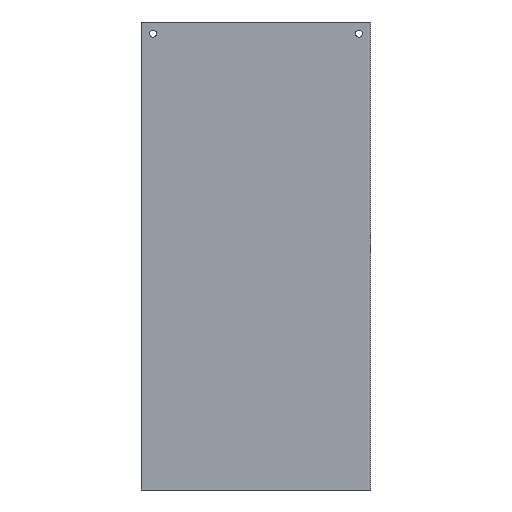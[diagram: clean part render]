
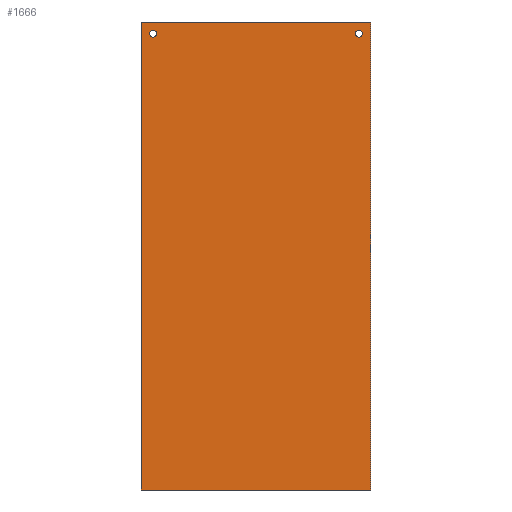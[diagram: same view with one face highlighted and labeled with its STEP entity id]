
A CAD part, front view. The second image highlights one B-rep face of the part: STEP entity #1666.
In plain terms, the highlighted planar face has unit normal (0, -1, 0).
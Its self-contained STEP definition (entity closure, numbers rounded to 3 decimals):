
#20=FACE_BOUND('',#233,.T.);
#21=FACE_BOUND('',#234,.T.);
#48=PLANE('',#1782);
#140=FACE_OUTER_BOUND('',#232,.T.);
#232=EDGE_LOOP('',(#1262,#1263,#1264,#1265));
#233=EDGE_LOOP('',(#1266));
#234=EDGE_LOOP('',(#1267));
#400=LINE('',#2462,#630);
#401=LINE('',#2464,#631);
#402=LINE('',#2466,#632);
#403=LINE('',#2467,#633);
#630=VECTOR('',#1976,10.);
#631=VECTOR('',#1977,10.);
#632=VECTOR('',#1978,10.);
#633=VECTOR('',#1979,10.);
#787=CIRCLE('',#1766,1.5);
#789=CIRCLE('',#1769,1.5);
#793=VERTEX_POINT('',#2294);
#795=VERTEX_POINT('',#2300);
#868=VERTEX_POINT('',#2460);
#869=VERTEX_POINT('',#2461);
#870=VERTEX_POINT('',#2463);
#871=VERTEX_POINT('',#2465);
#950=EDGE_CURVE('',#793,#793,#787,.T.);
#953=EDGE_CURVE('',#795,#795,#789,.T.);
#1026=EDGE_CURVE('',#868,#869,#400,.T.);
#1027=EDGE_CURVE('',#869,#870,#401,.T.);
#1028=EDGE_CURVE('',#870,#871,#402,.T.);
#1029=EDGE_CURVE('',#871,#868,#403,.T.);
#1262=ORIENTED_EDGE('',*,*,#1026,.T.);
#1263=ORIENTED_EDGE('',*,*,#1027,.T.);
#1264=ORIENTED_EDGE('',*,*,#1028,.T.);
#1265=ORIENTED_EDGE('',*,*,#1029,.T.);
#1266=ORIENTED_EDGE('',*,*,#950,.T.);
#1267=ORIENTED_EDGE('',*,*,#953,.T.);
#1666=ADVANCED_FACE('',(#140,#20,#21),#48,.T.);
#1766=AXIS2_PLACEMENT_3D('',#2296,#1869,#1870);
#1769=AXIS2_PLACEMENT_3D('',#2302,#1876,#1877);
#1782=AXIS2_PLACEMENT_3D('',#2459,#1974,#1975);
#1869=DIRECTION('center_axis',(0.,1.,0.));
#1870=DIRECTION('ref_axis',(1.,0.,0.));
#1876=DIRECTION('center_axis',(0.,1.,0.));
#1877=DIRECTION('ref_axis',(1.,0.,0.));
#1974=DIRECTION('center_axis',(0.,-1.,0.));
#1975=DIRECTION('ref_axis',(0.,0.,-1.));
#1976=DIRECTION('',(0.,0.,-1.));
#1977=DIRECTION('',(1.,0.,0.));
#1978=DIRECTION('',(0.,0.,1.));
#1979=DIRECTION('',(-1.,0.,0.));
#2294=CARTESIAN_POINT('',(28.761,-5.5,2.46));
#2296=CARTESIAN_POINT('Origin',(30.261,-5.5,2.46));
#2300=CARTESIAN_POINT('',(-59.239,-5.5,2.46));
#2302=CARTESIAN_POINT('Origin',(-57.739,-5.5,2.46));
#2459=CARTESIAN_POINT('Origin',(-13.739,-5.5,-92.54));
#2460=CARTESIAN_POINT('',(-62.739,-5.5,7.46));
#2461=CARTESIAN_POINT('',(-62.739,-5.5,-192.54));
#2462=CARTESIAN_POINT('',(-62.739,-5.5,7.46));
#2463=CARTESIAN_POINT('',(35.261,-5.5,-192.54));
#2464=CARTESIAN_POINT('',(-62.739,-5.5,-192.54));
#2465=CARTESIAN_POINT('',(35.261,-5.5,7.46));
#2466=CARTESIAN_POINT('',(35.261,-5.5,-192.54));
#2467=CARTESIAN_POINT('',(35.261,-5.5,7.46));
